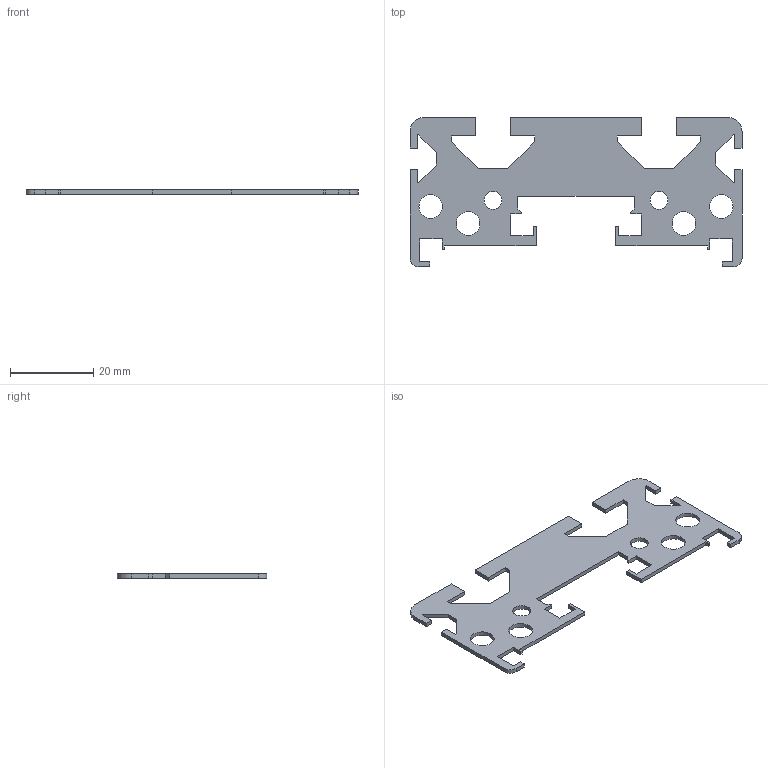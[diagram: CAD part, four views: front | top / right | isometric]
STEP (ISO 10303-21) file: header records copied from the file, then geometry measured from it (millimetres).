
FILE_DESCRIPTION((''),'2;1');
FILE_NAME('SP963_extern.ipt.step','2007-09-10T15:12:27',(''),(''),'Autodesk Inventor 11','Autodesk Inventor 11','');
FILE_SCHEMA(('AUTOMOTIVE_DESIGN { 1 0 10303 214 1 1 1 1 }'));
Length unit declared in the file: millimetre
Products named in the file (1): SP963_extern
Bounding box: 80 x 36 x 1 mm (x, y, z)
Volume: 1632.1 mm3; surface area: 3802.4 mm2
Topology: 1 solids, 1 shells, 92 faces, 276 edges, 186 vertices
Faces by surface type: plane 82, cylinder 7, bspline 3
Full cylindrical faces by diameter (mm): 4.3 x1, 5.7 x2
Entity records: 3070 total; most frequent: CARTESIAN_POINT 588, ORIENTED_EDGE 528, DIRECTION 464, EDGE_CURVE 264, VECTOR 244, LINE 244, VERTEX_POINT 180, AXIS2_PLACEMENT_3D 110
